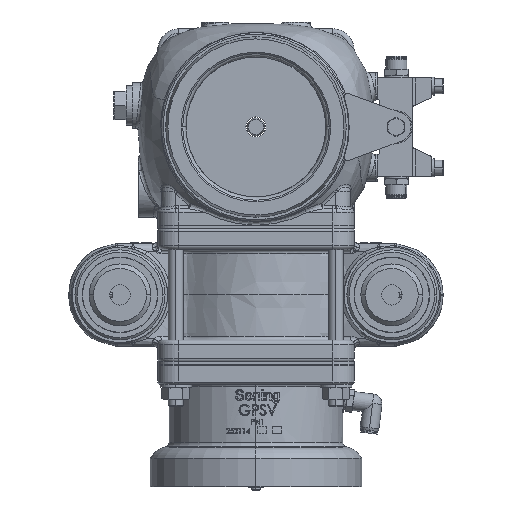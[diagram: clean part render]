
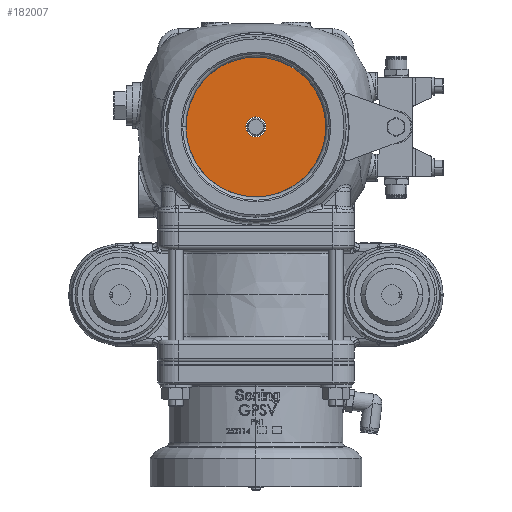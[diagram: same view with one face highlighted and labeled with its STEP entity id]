
A CAD part, left-side view. The second image highlights one B-rep face of the part: STEP entity #182007.
In plain terms, the highlighted planar face has unit normal (-1, 0, 0).
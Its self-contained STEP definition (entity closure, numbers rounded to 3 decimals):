
#23724 = EDGE_CURVE ( 'NONE', #156770, #156769, #184832, .T. ) ;
#23734 = EDGE_CURVE ( 'NONE', #156769, #156770, #184829, .T. ) ;
#23853 = EDGE_CURVE ( 'NONE', #156780, #156777, #187147, .T. ) ;
#23997 = EDGE_CURVE ( 'NONE', #156777, #156780, #186316, .T. ) ;
#66107 = CARTESIAN_POINT ( 'NONE',  ( -171.5, 0., 0. ) ) ;
#66108 = DIRECTION ( 'NONE',  ( 1., 0., 0. ) ) ;
#66109 = DIRECTION ( 'NONE',  ( 0., 0., -1. ) ) ;
#66112 = CARTESIAN_POINT ( 'NONE',  ( -171.5, 0., 0. ) ) ;
#66127 = DIRECTION ( 'NONE',  ( 1., 0., 0. ) ) ;
#66128 = DIRECTION ( 'NONE',  ( 0., 0., -1. ) ) ;
#66393 = CARTESIAN_POINT ( 'NONE',  ( -171.5, 0., 0. ) ) ;
#66402 = DIRECTION ( 'NONE',  ( 1., 0., 0. ) ) ;
#66403 = DIRECTION ( 'NONE',  ( 0., 0., -1. ) ) ;
#66942 = CARTESIAN_POINT ( 'NONE',  ( -171.5, 0., 0. ) ) ;
#66947 = DIRECTION ( 'NONE',  ( 1., 0., 0. ) ) ;
#66948 = DIRECTION ( 'NONE',  ( 0., 0., -1. ) ) ;
#104936 = CARTESIAN_POINT ( 'NONE',  ( -171.5, 0., -46.268 ) ) ;
#104939 = CARTESIAN_POINT ( 'NONE',  ( -171.5, 0., 46.268 ) ) ;
#104948 = CARTESIAN_POINT ( 'NONE',  ( -171.5, 0., -6.6 ) ) ;
#104950 = CARTESIAN_POINT ( 'NONE',  ( -171.5, 0., 6.6 ) ) ;
#156769 = VERTEX_POINT ( 'NONE', #104936 ) ;
#156770 = VERTEX_POINT ( 'NONE', #104939 ) ;
#156777 = VERTEX_POINT ( 'NONE', #104948 ) ;
#156780 = VERTEX_POINT ( 'NONE', #104950 ) ;
#157454 = AXIS2_PLACEMENT_3D ( 'NONE', #170578, #170586, #170587 ) ;
#167532 = FACE_BOUND ( 'NONE', #195971, .T. ) ;
#167536 = FACE_OUTER_BOUND ( 'NONE', #195855, .T. ) ;
#170577 = PLANE ( 'NONE',  #157454 ) ;
#170578 = CARTESIAN_POINT ( 'NONE',  ( -171.5, 6., 0. ) ) ;
#170586 = DIRECTION ( 'NONE',  ( 1., 0., 0. ) ) ;
#170587 = DIRECTION ( 'NONE',  ( 0., 0., -1. ) ) ;
#182007 = ADVANCED_FACE ( 'NONE', ( #167532, #167536 ), #170577, .F. ) ;
#184829 = CIRCLE ( 'NONE', #238525, 46.268 ) ;
#184832 = CIRCLE ( 'NONE', #238511, 46.268 ) ;
#186316 = CIRCLE ( 'NONE', #238669, 6.6 ) ;
#187147 = CIRCLE ( 'NONE', #238605, 6.6 ) ;
#195172 = ORIENTED_EDGE ( 'NONE', *, *, #23724, .F. ) ;
#195184 = ORIENTED_EDGE ( 'NONE', *, *, #23997, .T. ) ;
#195839 = ORIENTED_EDGE ( 'NONE', *, *, #23853, .T. ) ;
#195855 = EDGE_LOOP ( 'NONE', ( #195894, #195172 ) ) ;
#195894 = ORIENTED_EDGE ( 'NONE', *, *, #23734, .F. ) ;
#195971 = EDGE_LOOP ( 'NONE', ( #195184, #195839 ) ) ;
#238511 = AXIS2_PLACEMENT_3D ( 'NONE', #66107, #66108, #66109 ) ;
#238525 = AXIS2_PLACEMENT_3D ( 'NONE', #66112, #66127, #66128 ) ;
#238605 = AXIS2_PLACEMENT_3D ( 'NONE', #66393, #66402, #66403 ) ;
#238669 = AXIS2_PLACEMENT_3D ( 'NONE', #66942, #66947, #66948 ) ;
